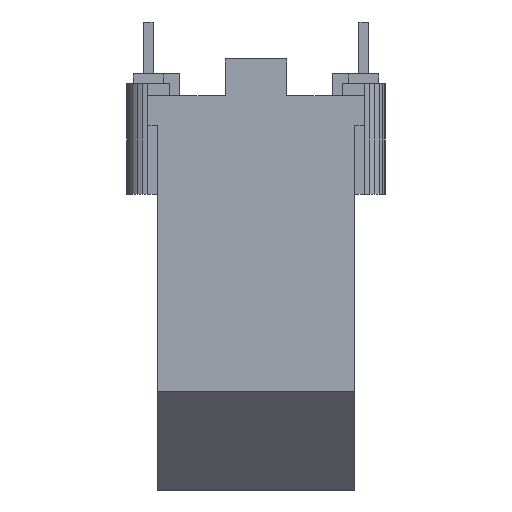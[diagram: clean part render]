
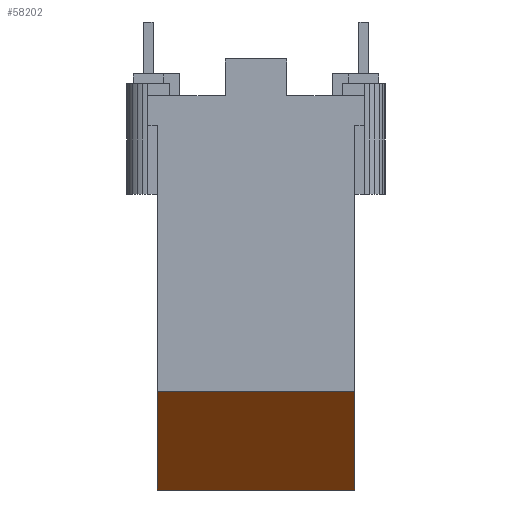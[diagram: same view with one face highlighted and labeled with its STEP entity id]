
A CAD part, front view. The second image highlights one B-rep face of the part: STEP entity #58202.
In plain terms, the highlighted planar face has unit normal (0, -0.707, -0.707).
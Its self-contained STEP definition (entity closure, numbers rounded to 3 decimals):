
#7306 = PLANE('',#7307);
#7307 = AXIS2_PLACEMENT_3D('',#7308,#7309,#7310);
#7308 = CARTESIAN_POINT('',(13.5,24.,0.));
#7309 = DIRECTION('',(1.,0.,0.));
#7310 = DIRECTION('',(0.,0.,1.));
#7839 = VERTEX_POINT('',#7840);
#7840 = CARTESIAN_POINT('',(13.5,0.,8.));
#7854 = PLANE('',#7855);
#7855 = AXIS2_PLACEMENT_3D('',#7856,#7857,#7858);
#7856 = CARTESIAN_POINT('',(-2.5,0.,8.));
#7857 = DIRECTION('',(0.,-1.,0.));
#7858 = DIRECTION('',(0.,0.,-1.));
#7866 = EDGE_CURVE('',#7867,#7839,#7869,.T.);
#7867 = VERTEX_POINT('',#7868);
#7868 = CARTESIAN_POINT('',(13.5,8.,0.));
#7869 = SURFACE_CURVE('',#7870,(#7874,#7881),.PCURVE_S1.);
#7870 = LINE('',#7871,#7872);
#7871 = CARTESIAN_POINT('',(13.5,8.,0.));
#7872 = VECTOR('',#7873,1.);
#7873 = DIRECTION('',(0.,-0.707,0.707));
#7874 = PCURVE('',#7306,#7875);
#7875 = DEFINITIONAL_REPRESENTATION('',(#7876),#7880);
#7876 = LINE('',#7877,#7878);
#7877 = CARTESIAN_POINT('',(0.,16.));
#7878 = VECTOR('',#7879,1.);
#7879 = DIRECTION('',(0.707,0.707));
#7880 = ( GEOMETRIC_REPRESENTATION_CONTEXT(2) 
PARAMETRIC_REPRESENTATION_CONTEXT() REPRESENTATION_CONTEXT('2D SPACE',''
  ) );
#7881 = PCURVE('',#7882,#7887);
#7882 = PLANE('',#7883);
#7883 = AXIS2_PLACEMENT_3D('',#7884,#7885,#7886);
#7884 = CARTESIAN_POINT('',(-2.5,0.,8.));
#7885 = DIRECTION('',(0.,-0.707,
    -0.707));
#7886 = DIRECTION('',(0.,0.707,-0.707));
#7887 = DEFINITIONAL_REPRESENTATION('',(#7888),#7892);
#7888 = LINE('',#7889,#7890);
#7889 = CARTESIAN_POINT('',(11.314,16.));
#7890 = VECTOR('',#7891,1.);
#7891 = DIRECTION('',(-1.,0.));
#7892 = ( GEOMETRIC_REPRESENTATION_CONTEXT(2) 
PARAMETRIC_REPRESENTATION_CONTEXT() REPRESENTATION_CONTEXT('2D SPACE',''
  ) );
#7908 = PLANE('',#7909);
#7909 = AXIS2_PLACEMENT_3D('',#7910,#7911,#7912);
#7910 = CARTESIAN_POINT('',(-2.5,8.,0.));
#7911 = DIRECTION('',(0.,0.,-1.));
#7912 = DIRECTION('',(-1.,0.,0.));
#11434 = PLANE('',#11435);
#11435 = AXIS2_PLACEMENT_3D('',#11436,#11437,#11438);
#11436 = CARTESIAN_POINT('',(-2.5,31.491,29.6));
#11437 = DIRECTION('',(-1.,0.,0.));
#11438 = DIRECTION('',(0.,0.,-1.));
#28305 = VERTEX_POINT('',#28306);
#28306 = CARTESIAN_POINT('',(-2.5,8.,0.));
#28327 = EDGE_CURVE('',#28328,#28305,#28330,.T.);
#28328 = VERTEX_POINT('',#28329);
#28329 = CARTESIAN_POINT('',(-2.5,0.,8.));
#28330 = SURFACE_CURVE('',#28331,(#28335,#28342),.PCURVE_S1.);
#28331 = LINE('',#28332,#28333);
#28332 = CARTESIAN_POINT('',(-2.5,0.,8.));
#28333 = VECTOR('',#28334,1.);
#28334 = DIRECTION('',(0.,0.707,-0.707));
#28335 = PCURVE('',#11434,#28336);
#28336 = DEFINITIONAL_REPRESENTATION('',(#28337),#28341);
#28337 = LINE('',#28338,#28339);
#28338 = CARTESIAN_POINT('',(21.6,31.491));
#28339 = VECTOR('',#28340,1.);
#28340 = DIRECTION('',(0.707,-0.707));
#28341 = ( GEOMETRIC_REPRESENTATION_CONTEXT(2) 
PARAMETRIC_REPRESENTATION_CONTEXT() REPRESENTATION_CONTEXT('2D SPACE',''
  ) );
#28342 = PCURVE('',#7882,#28343);
#28343 = DEFINITIONAL_REPRESENTATION('',(#28344),#28348);
#28344 = LINE('',#28345,#28346);
#28345 = CARTESIAN_POINT('',(0.,0.));
#28346 = VECTOR('',#28347,1.);
#28347 = DIRECTION('',(1.,0.));
#28348 = ( GEOMETRIC_REPRESENTATION_CONTEXT(2) 
PARAMETRIC_REPRESENTATION_CONTEXT() REPRESENTATION_CONTEXT('2D SPACE',''
  ) );
#55540 = EDGE_CURVE('',#28328,#7839,#55541,.T.);
#55541 = SURFACE_CURVE('',#55542,(#55546,#55553),.PCURVE_S1.);
#55542 = LINE('',#55543,#55544);
#55543 = CARTESIAN_POINT('',(-2.5,0.,8.));
#55544 = VECTOR('',#55545,1.);
#55545 = DIRECTION('',(1.,0.,0.));
#55546 = PCURVE('',#7854,#55547);
#55547 = DEFINITIONAL_REPRESENTATION('',(#55548),#55552);
#55548 = LINE('',#55549,#55550);
#55549 = CARTESIAN_POINT('',(0.,0.));
#55550 = VECTOR('',#55551,1.);
#55551 = DIRECTION('',(0.,1.));
#55552 = ( GEOMETRIC_REPRESENTATION_CONTEXT(2) 
PARAMETRIC_REPRESENTATION_CONTEXT() REPRESENTATION_CONTEXT('2D SPACE',''
  ) );
#55553 = PCURVE('',#7882,#55554);
#55554 = DEFINITIONAL_REPRESENTATION('',(#55555),#55559);
#55555 = LINE('',#55556,#55557);
#55556 = CARTESIAN_POINT('',(0.,0.));
#55557 = VECTOR('',#55558,1.);
#55558 = DIRECTION('',(0.,1.));
#55559 = ( GEOMETRIC_REPRESENTATION_CONTEXT(2) 
PARAMETRIC_REPRESENTATION_CONTEXT() REPRESENTATION_CONTEXT('2D SPACE',''
  ) );
#58202 = ADVANCED_FACE('',(#58203),#7882,.T.);
#58203 = FACE_BOUND('',#58204,.T.);
#58204 = EDGE_LOOP('',(#58205,#58206,#58227,#58228));
#58205 = ORIENTED_EDGE('',*,*,#28327,.T.);
#58206 = ORIENTED_EDGE('',*,*,#58207,.F.);
#58207 = EDGE_CURVE('',#7867,#28305,#58208,.T.);
#58208 = SURFACE_CURVE('',#58209,(#58213,#58220),.PCURVE_S1.);
#58209 = LINE('',#58210,#58211);
#58210 = CARTESIAN_POINT('',(13.5,8.,0.));
#58211 = VECTOR('',#58212,1.);
#58212 = DIRECTION('',(-1.,0.,0.));
#58213 = PCURVE('',#7882,#58214);
#58214 = DEFINITIONAL_REPRESENTATION('',(#58215),#58219);
#58215 = LINE('',#58216,#58217);
#58216 = CARTESIAN_POINT('',(11.314,16.));
#58217 = VECTOR('',#58218,1.);
#58218 = DIRECTION('',(0.,-1.));
#58219 = ( GEOMETRIC_REPRESENTATION_CONTEXT(2) 
PARAMETRIC_REPRESENTATION_CONTEXT() REPRESENTATION_CONTEXT('2D SPACE',''
  ) );
#58220 = PCURVE('',#7908,#58221);
#58221 = DEFINITIONAL_REPRESENTATION('',(#58222),#58226);
#58222 = LINE('',#58223,#58224);
#58223 = CARTESIAN_POINT('',(-16.,0.));
#58224 = VECTOR('',#58225,1.);
#58225 = DIRECTION('',(1.,0.));
#58226 = ( GEOMETRIC_REPRESENTATION_CONTEXT(2) 
PARAMETRIC_REPRESENTATION_CONTEXT() REPRESENTATION_CONTEXT('2D SPACE',''
  ) );
#58227 = ORIENTED_EDGE('',*,*,#7866,.T.);
#58228 = ORIENTED_EDGE('',*,*,#55540,.F.);
